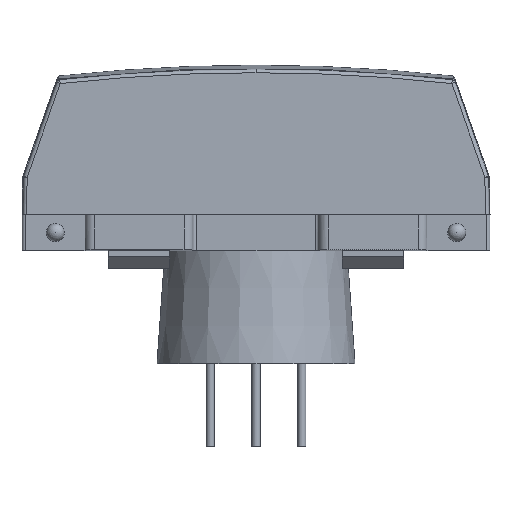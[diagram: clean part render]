
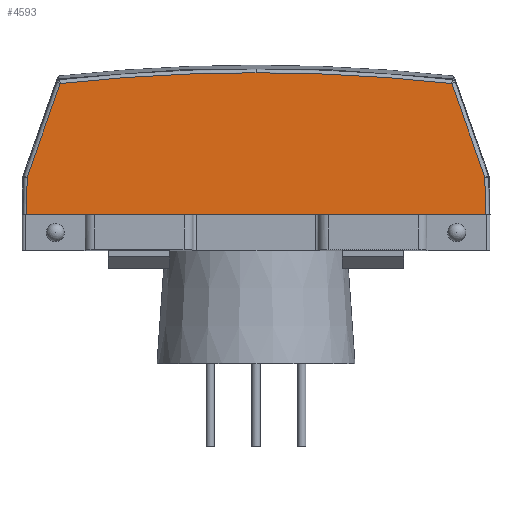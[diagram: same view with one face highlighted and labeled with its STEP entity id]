
A CAD part, front view. The second image highlights one B-rep face of the part: STEP entity #4593.
In plain terms, the highlighted planar face has unit normal (0, -1, 0.018).
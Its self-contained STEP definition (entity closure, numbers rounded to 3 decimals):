
#15 = EDGE_CURVE ( 'NONE', #1418, #5064, #5418, .T. ) ;
#27 = VERTEX_POINT ( 'NONE', #6776 ) ;
#43 = VECTOR ( 'NONE', #5024, 1000. ) ;
#54 = LINE ( 'NONE', #6063, #3807 ) ;
#134 = CARTESIAN_POINT ( 'NONE',  ( -8.25, -5.965, -1. ) ) ;
#220 = VERTEX_POINT ( 'NONE', #3705 ) ;
#331 = ORIENTED_EDGE ( 'NONE', *, *, #7472, .T. ) ;
#403 = CARTESIAN_POINT ( 'NONE',  ( 8.25, -5.964, -0.987 ) ) ;
#494 = VERTEX_POINT ( 'NONE', #134 ) ;
#615 = FACE_OUTER_BOUND ( 'NONE', #5285, .T. ) ;
#619 = ORIENTED_EDGE ( 'NONE', *, *, #5977, .T. ) ;
#650 = EDGE_CURVE ( 'NONE', #220, #494, #7886, .T. ) ;
#707 = LINE ( 'NONE', #5557, #1907 ) ;
#735 = DIRECTION ( 'NONE',  ( 0.017, -0.017, -1. ) ) ;
#1000 = ORIENTED_EDGE ( 'NONE', *, *, #5160, .T. ) ;
#1076 = VECTOR ( 'NONE', #4472, 1000. ) ;
#1082 = DIRECTION ( 'NONE',  ( 1., 0., 0. ) ) ;
#1215 = VECTOR ( 'NONE', #6289, 1000. ) ;
#1292 = CARTESIAN_POINT ( 'NONE',  ( 12.714, -5.929, 1.063 ) ) ;
#1348 = CARTESIAN_POINT ( 'NONE',  ( 4.75, -5.965, -1.001 ) ) ;
#1418 = VERTEX_POINT ( 'NONE', #7891 ) ;
#1611 = VERTEX_POINT ( 'NONE', #3490 ) ;
#1767 = ORIENTED_EDGE ( 'NONE', *, *, #6334, .T. ) ;
#1785 = EDGE_CURVE ( 'NONE', #6556, #6828, #3418, .T. ) ;
#1907 = VECTOR ( 'NONE', #4263, 1000. ) ;
#2003 = CARTESIAN_POINT ( 'NONE',  ( 8.25, -5.965, -1. ) ) ;
#2022 = LINE ( 'NONE', #2528, #1215 ) ;
#2025 = LINE ( 'NONE', #4373, #43 ) ;
#2029 = LINE ( 'NONE', #2309, #4899 ) ;
#2081 = DIRECTION ( 'NONE',  ( 1., 0., 0. ) ) ;
#2296 = CARTESIAN_POINT ( 'NONE',  ( 13., -6., -3.022 ) ) ;
#2309 = CARTESIAN_POINT ( 'NONE',  ( 0., -5.965, -1. ) ) ;
#2386 = DIRECTION ( 'NONE',  ( 0.017, 0.017, 1. ) ) ;
#2507 = ORIENTED_EDGE ( 'NONE', *, *, #3130, .T. ) ;
#2521 = EDGE_CURVE ( 'NONE', #5853, #6556, #54, .T. ) ;
#2528 = CARTESIAN_POINT ( 'NONE',  ( 0., -5.965, -1. ) ) ;
#2609 = ORIENTED_EDGE ( 'NONE', *, *, #4838, .T. ) ;
#2616 = VERTEX_POINT ( 'NONE', #2003 ) ;
#2622 = AXIS2_PLACEMENT_3D ( 'NONE', #5305, #6572, #5780 ) ;
#2713 = CARTESIAN_POINT ( 'NONE',  ( -12.714, -5.929, 1.063 ) ) ;
#2780 = VECTOR ( 'NONE', #735, 1000. ) ;
#2843 = DIRECTION ( 'NONE',  ( 0., 1., -0.017 ) ) ;
#2929 = CARTESIAN_POINT ( 'NONE',  ( -13., -6., -3.022 ) ) ;
#3030 = CARTESIAN_POINT ( 'NONE',  ( -4.75, -5.964, -0.987 ) ) ;
#3120 = DIRECTION ( 'NONE',  ( 0.017, 0.017, 1. ) ) ;
#3129 = AXIS2_PLACEMENT_3D ( 'NONE', #2929, #2843, #6151 ) ;
#3130 = EDGE_CURVE ( 'NONE', #2616, #8059, #2029, .T. ) ;
#3295 = CARTESIAN_POINT ( 'NONE',  ( 12.75, -5.965, -1. ) ) ;
#3352 = VECTOR ( 'NONE', #3120, 1000. ) ;
#3384 = CARTESIAN_POINT ( 'NONE',  ( 4.75, -5.965, -1. ) ) ;
#3418 = CIRCLE ( 'NONE', #6741, 99.464 ) ;
#3441 = DIRECTION ( 'NONE',  ( -0.331, 0.016, 0.943 ) ) ;
#3452 = CARTESIAN_POINT ( 'NONE',  ( -10.88, -5.838, 6.284 ) ) ;
#3470 = VERTEX_POINT ( 'NONE', #6339 ) ;
#3490 = CARTESIAN_POINT ( 'NONE',  ( -4.785, -6., -3.022 ) ) ;
#3679 = ORIENTED_EDGE ( 'NONE', *, *, #5944, .T. ) ;
#3705 = CARTESIAN_POINT ( 'NONE',  ( -12.75, -5.965, -1. ) ) ;
#3807 = VECTOR ( 'NONE', #3441, 1000. ) ;
#3949 = ORIENTED_EDGE ( 'NONE', *, *, #15, .F. ) ;
#3959 = VECTOR ( 'NONE', #5975, 1000. ) ;
#3964 = LINE ( 'NONE', #3030, #6887 ) ;
#3983 = VECTOR ( 'NONE', #2081, 1000. ) ;
#4035 = CARTESIAN_POINT ( 'NONE',  ( 12.714, -5.928, 1.092 ) ) ;
#4111 = EDGE_CURVE ( 'NONE', #494, #27, #707, .T. ) ;
#4218 = CARTESIAN_POINT ( 'NONE',  ( 0., -7.563, -92.568 ) ) ;
#4235 = DIRECTION ( 'NONE',  ( -1., 0., 0. ) ) ;
#4252 = DIRECTION ( 'NONE',  ( 1., 0., 0. ) ) ;
#4263 = DIRECTION ( 'NONE',  ( 0.017, -0.017, -1. ) ) ;
#4373 = CARTESIAN_POINT ( 'NONE',  ( -12.75, -5.965, -1.003 ) ) ;
#4447 = LINE ( 'NONE', #5691, #1076 ) ;
#4472 = DIRECTION ( 'NONE',  ( -0.331, -0.016, -0.943 ) ) ;
#4593 = ADVANCED_FACE ( 'NONE', ( #615 ), #6062, .F. ) ;
#4674 = LINE ( 'NONE', #6611, #3983 ) ;
#4838 = EDGE_CURVE ( 'NONE', #7705, #5064, #6791, .T. ) ;
#4899 = VECTOR ( 'NONE', #4252, 1000. ) ;
#4917 = CARTESIAN_POINT ( 'NONE',  ( 0., -5.965, -1. ) ) ;
#5024 = DIRECTION ( 'NONE',  ( -0.017, -0.017, -1. ) ) ;
#5064 = VERTEX_POINT ( 'NONE', #6115 ) ;
#5160 = EDGE_CURVE ( 'NONE', #1611, #3470, #3964, .T. ) ;
#5193 = ORIENTED_EDGE ( 'NONE', *, *, #6276, .T. ) ;
#5285 = EDGE_LOOP ( 'NONE', ( #8290, #6102, #3679, #1767, #6605, #7360, #8223, #6330, #1000, #331, #2609, #3949, #5193, #2507, #619 ) ) ;
#5305 = CARTESIAN_POINT ( 'NONE',  ( 0., -7.563, -92.568 ) ) ;
#5418 = LINE ( 'NONE', #2296, #6837 ) ;
#5463 = LINE ( 'NONE', #4035, #3959 ) ;
#5549 = VERTEX_POINT ( 'NONE', #3452 ) ;
#5557 = CARTESIAN_POINT ( 'NONE',  ( -8.25, -5.965, -1.001 ) ) ;
#5665 = LINE ( 'NONE', #403, #3352 ) ;
#5691 = CARTESIAN_POINT ( 'NONE',  ( -12.515, -5.919, 1.629 ) ) ;
#5780 = DIRECTION ( 'NONE',  ( 0., 0.017, 1. ) ) ;
#5853 = VERTEX_POINT ( 'NONE', #1292 ) ;
#5944 = EDGE_CURVE ( 'NONE', #6828, #5549, #7275, .T. ) ;
#5975 = DIRECTION ( 'NONE',  ( -0.017, 0.017, 1. ) ) ;
#5977 = EDGE_CURVE ( 'NONE', #8059, #5853, #5463, .T. ) ;
#6050 = VECTOR ( 'NONE', #1082, 1000. ) ;
#6062 = PLANE ( 'NONE',  #3129 ) ;
#6063 = CARTESIAN_POINT ( 'NONE',  ( 10.838, -5.835, 6.403 ) ) ;
#6102 = ORIENTED_EDGE ( 'NONE', *, *, #1785, .T. ) ;
#6115 = CARTESIAN_POINT ( 'NONE',  ( 4.785, -6., -3.022 ) ) ;
#6151 = DIRECTION ( 'NONE',  ( 0., 0.017, 1. ) ) ;
#6276 = EDGE_CURVE ( 'NONE', #1418, #2616, #5665, .T. ) ;
#6289 = DIRECTION ( 'NONE',  ( 1., 0., 0. ) ) ;
#6330 = ORIENTED_EDGE ( 'NONE', *, *, #8170, .T. ) ;
#6334 = EDGE_CURVE ( 'NONE', #5549, #7104, #4447, .T. ) ;
#6339 = CARTESIAN_POINT ( 'NONE',  ( -4.75, -5.965, -1. ) ) ;
#6556 = VERTEX_POINT ( 'NONE', #7870 ) ;
#6572 = DIRECTION ( 'NONE',  ( 0., -1., 0.017 ) ) ;
#6605 = ORIENTED_EDGE ( 'NONE', *, *, #6981, .T. ) ;
#6611 = CARTESIAN_POINT ( 'NONE',  ( -13., -6., -3.022 ) ) ;
#6741 = AXIS2_PLACEMENT_3D ( 'NONE', #4218, #6894, #8160 ) ;
#6776 = CARTESIAN_POINT ( 'NONE',  ( -8.215, -6., -3.022 ) ) ;
#6791 = LINE ( 'NONE', #1348, #2780 ) ;
#6828 = VERTEX_POINT ( 'NONE', #8152 ) ;
#6837 = VECTOR ( 'NONE', #4235, 1000. ) ;
#6887 = VECTOR ( 'NONE', #2386, 1000. ) ;
#6894 = DIRECTION ( 'NONE',  ( 0., -1., 0.017 ) ) ;
#6981 = EDGE_CURVE ( 'NONE', #7104, #220, #2025, .T. ) ;
#7104 = VERTEX_POINT ( 'NONE', #2713 ) ;
#7275 = CIRCLE ( 'NONE', #2622, 99.464 ) ;
#7360 = ORIENTED_EDGE ( 'NONE', *, *, #650, .T. ) ;
#7472 = EDGE_CURVE ( 'NONE', #3470, #7705, #2022, .T. ) ;
#7705 = VERTEX_POINT ( 'NONE', #3384 ) ;
#7870 = CARTESIAN_POINT ( 'NONE',  ( 10.88, -5.838, 6.284 ) ) ;
#7886 = LINE ( 'NONE', #4917, #6050 ) ;
#7891 = CARTESIAN_POINT ( 'NONE',  ( 8.215, -6., -3.022 ) ) ;
#8059 = VERTEX_POINT ( 'NONE', #3295 ) ;
#8152 = CARTESIAN_POINT ( 'NONE',  ( 0., -5.827, 6.88 ) ) ;
#8160 = DIRECTION ( 'NONE',  ( 0., 0.017, 1. ) ) ;
#8170 = EDGE_CURVE ( 'NONE', #27, #1611, #4674, .T. ) ;
#8223 = ORIENTED_EDGE ( 'NONE', *, *, #4111, .T. ) ;
#8290 = ORIENTED_EDGE ( 'NONE', *, *, #2521, .T. ) ;
